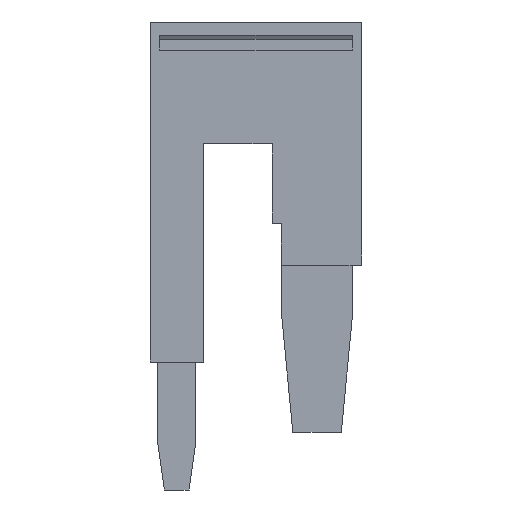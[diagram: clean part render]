
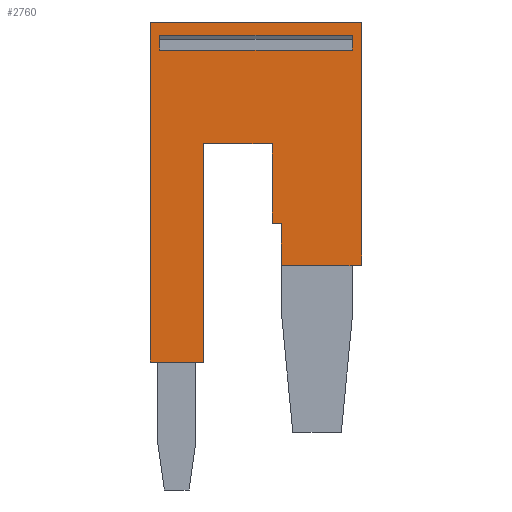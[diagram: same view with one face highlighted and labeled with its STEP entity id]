
A CAD part, front view. The second image highlights one B-rep face of the part: STEP entity #2760.
In plain terms, the highlighted face is planar.
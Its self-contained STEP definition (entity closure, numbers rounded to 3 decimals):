
#60=CARTESIAN_POINT('',(2.607,-7.262,47.075));
#70=DIRECTION('',(0.,0.,1.));
#80=VECTOR('',#70,1.);
#90=LINE('',#60,#80);
#100=CARTESIAN_POINT('',(2.607,-7.262,
52.235));
#110=VERTEX_POINT('',#100);
#120=CARTESIAN_POINT('',(2.607,-7.262,
57.16));
#130=VERTEX_POINT('',#120);
#140=EDGE_CURVE('',#110,#130,#90,.T.);
#740=CARTESIAN_POINT('',(2.607,-22.862,
52.235));
#750=VERTEX_POINT('',#740);
#780=CARTESIAN_POINT('',(2.607,-12.305,52.235));
#790=DIRECTION('',(0.,1.,0.));
#800=VECTOR('',#790,1.);
#810=LINE('',#780,#800);
#820=EDGE_CURVE('',#750,#110,#810,.T.);
#990=CARTESIAN_POINT('',(2.607,-12.305,57.16));
#1000=DIRECTION('',(0.,-1.,0.));
#1010=VECTOR('',#1000,1.);
#1020=LINE('',#990,#1010);
#1030=CARTESIAN_POINT('',(2.607,-12.137,
57.16));
#1040=VERTEX_POINT('',#1030);
#1050=CARTESIAN_POINT('',(2.607,-12.962,
57.16));
#1060=VERTEX_POINT('',#1050);
#1070=EDGE_CURVE('',#1040,#1060,#1020,.T.);
#1320=CARTESIAN_POINT('',(2.607,-9.462,
57.16));
#1330=VERTEX_POINT('',#1320);
#1340=EDGE_CURVE('',#130,#1330,#1020,.T.);
#1360=EDGE_CURVE('',#1330,#1040,#1020,.T.);
#1480=CARTESIAN_POINT('',(2.607,-4.556,
55.838));
#1490=DIRECTION('',(-1.,0.,0.));
#1500=DIRECTION('',(0.,1.,0.));
#1510=AXIS2_PLACEMENT_3D('',#1480,#1490,#1500);
#1520=PLANE('',#1510);
#1530=CARTESIAN_POINT('',(2.607,-12.305,
49.135));
#1540=DIRECTION('',(0.,1.,0.));
#1550=VECTOR('',#1540,1.);
#1560=LINE('',#1530,#1550);
#1570=CARTESIAN_POINT('',(2.607,-0.566,
49.135));
#1580=VERTEX_POINT('',#1570);
#1590=CARTESIAN_POINT('',(2.607,0.474,
49.135));
#1600=VERTEX_POINT('',#1590);
#1610=EDGE_CURVE('',#1580,#1600,#1560,.T.);
#1620=ORIENTED_EDGE('',*,*,#1610,.T.);
#1630=CARTESIAN_POINT('',(2.607,-0.566,47.075)
);
#1640=DIRECTION('',(0.,0.,-1.));
#1650=VECTOR('',#1640,1.);
#1660=LINE('',#1630,#1650);
#1670=CARTESIAN_POINT('',(2.607,-0.566,
62.86));
#1680=VERTEX_POINT('',#1670);
#1690=EDGE_CURVE('',#1680,#1580,#1660,.T.);
#1700=ORIENTED_EDGE('',*,*,#1690,.T.);
#1710=CARTESIAN_POINT('',(2.607,-12.305,
62.86));
#1720=DIRECTION('',(0.,-1.,0.));
#1730=VECTOR('',#1720,1.);
#1740=LINE('',#1710,#1730);
#1750=CARTESIAN_POINT('',(2.607,0.474,
62.86));
#1760=VERTEX_POINT('',#1750);
#1770=EDGE_CURVE('',#1760,#1680,#1740,.T.);
#1780=ORIENTED_EDGE('',*,*,#1770,.T.);
#1790=CARTESIAN_POINT('',(2.607,0.474,47.075))
;
#1800=DIRECTION('',(0.,0.,-1.));
#1810=VECTOR('',#1800,1.);
#1820=LINE('',#1790,#1810);
#1830=EDGE_CURVE('',#1760,#1600,#1820,.T.);
#1840=ORIENTED_EDGE('',*,*,#1830,.F.);
#1850=EDGE_LOOP('',(#1840,#1780,#1700,#1620));
#1860=FACE_BOUND('',#1850,.T.);
#1870=CARTESIAN_POINT('',(2.607,-12.962,47.075))
;
#1880=DIRECTION('',(0.,0.,-1.));
#1890=VECTOR('',#1880,1.);
#1900=LINE('',#1870,#1890);
#1910=CARTESIAN_POINT('',(2.607,-12.962,
57.81));
#1920=VERTEX_POINT('',#1910);
#1930=EDGE_CURVE('',#1920,#1060,#1900,.T.);
#1940=ORIENTED_EDGE('',*,*,#1930,.F.);
#1950=ORIENTED_EDGE('',*,*,#1070,.T.);
#1960=ORIENTED_EDGE('',*,*,#1360,.T.);
#1970=ORIENTED_EDGE('',*,*,#1340,.T.);
#1980=ORIENTED_EDGE('',*,*,#140,.T.);
#1990=ORIENTED_EDGE('',*,*,#820,.T.);
#2000=CARTESIAN_POINT('',(2.607,-22.862,47.075))
;
#2010=DIRECTION('',(0.,0.,1.));
#2020=VECTOR('',#2010,1.);
#2030=LINE('',#2000,#2020);
#2040=CARTESIAN_POINT('',(2.607,-22.862,
48.435));
#2050=VERTEX_POINT('',#2040);
#2060=EDGE_CURVE('',#2050,#750,#2030,.T.);
#2070=ORIENTED_EDGE('',*,*,#2060,.T.);
#2080=CARTESIAN_POINT('',(2.607,-12.305,48.435))
;
#2090=DIRECTION('',(0.,-1.,0.));
#2100=VECTOR('',#2090,1.);
#2110=LINE('',#2080,#2100);
#2120=CARTESIAN_POINT('',(2.607,-22.115,
48.435));
#2130=VERTEX_POINT('',#2120);
#2140=EDGE_CURVE('',#2130,#2050,#2110,.T.);
#2150=ORIENTED_EDGE('',*,*,#2140,.T.);
#2160=CARTESIAN_POINT('',(2.607,-9.462,
48.435));
#2170=VERTEX_POINT('',#2160);
#2180=EDGE_CURVE('',#2170,#2130,#2110,.T.);
#2190=ORIENTED_EDGE('',*,*,#2180,.T.);
#2200=CARTESIAN_POINT('',(2.607,1.438,
48.435));
#2210=VERTEX_POINT('',#2200);
#2220=EDGE_CURVE('',#2210,#2170,#2110,.T.);
#2230=ORIENTED_EDGE('',*,*,#2220,.T.);
#2240=CARTESIAN_POINT('',(2.607,1.438,47.075));
#2250=DIRECTION('',(0.,0.,1.));
#2260=VECTOR('',#2250,1.);
#2270=LINE('',#2240,#2260);
#2280=CARTESIAN_POINT('',(2.607,1.438,
63.56));
#2290=VERTEX_POINT('',#2280);
#2300=EDGE_CURVE('',#2210,#2290,#2270,.T.);
#2310=ORIENTED_EDGE('',*,*,#2300,.F.);
#2320=CARTESIAN_POINT('',(2.607,-12.305,63.56))
;
#2330=DIRECTION('',(0.,1.,0.));
#2340=VECTOR('',#2330,1.);
#2350=LINE('',#2320,#2340);
#2360=CARTESIAN_POINT('',(2.607,-9.462,
63.56));
#2370=VERTEX_POINT('',#2360);
#2380=EDGE_CURVE('',#2370,#2290,#2350,.T.);
#2390=ORIENTED_EDGE('',*,*,#2380,.T.);
#2400=CARTESIAN_POINT('',(2.607,-15.207,
63.56));
#2410=VERTEX_POINT('',#2400);
#2420=EDGE_CURVE('',#2410,#2370,#2350,.T.);
#2430=ORIENTED_EDGE('',*,*,#2420,.T.);
#2440=CARTESIAN_POINT('',(2.607,-15.962,
63.56));
#2450=VERTEX_POINT('',#2440);
#2460=EDGE_CURVE('',#2450,#2410,#2350,.T.);
#2470=ORIENTED_EDGE('',*,*,#2460,.T.);
#2480=CARTESIAN_POINT('',(2.607,-15.962,47.075))
;
#2490=DIRECTION('',(0.,0.,1.));
#2500=VECTOR('',#2490,1.);
#2510=LINE('',#2480,#2500);
#2520=CARTESIAN_POINT('',(2.607,-15.962,
62.561));
#2530=VERTEX_POINT('',#2520);
#2540=EDGE_CURVE('',#2530,#2450,#2510,.T.);
#2550=ORIENTED_EDGE('',*,*,#2540,.T.);
#2560=CARTESIAN_POINT('',(2.607,-15.962,
58.475));
#2570=VERTEX_POINT('',#2560);
#2580=EDGE_CURVE('',#2570,#2530,#2510,.T.);
#2590=ORIENTED_EDGE('',*,*,#2580,.T.);
#2600=CARTESIAN_POINT('',(2.607,-15.962,
57.81));
#2610=DIRECTION('',(0.,0.,-1.));
#2620=VECTOR('',#2610,1.);
#2630=LINE('',#2600,#2620);
#2640=CARTESIAN_POINT('',(2.607,-15.962,
57.81));
#2650=VERTEX_POINT('',#2640);
#2660=EDGE_CURVE('',#2570,#2650,#2630,.T.);
#2670=ORIENTED_EDGE('',*,*,#2660,.F.);
#2680=CARTESIAN_POINT('',(2.607,-12.305,57.81))
;
#2690=DIRECTION('',(0.,1.,0.));
#2700=VECTOR('',#2690,1.);
#2710=LINE('',#2680,#2700);
#2720=EDGE_CURVE('',#2650,#1920,#2710,.T.);
#2730=ORIENTED_EDGE('',*,*,#2720,.F.);
#2740=EDGE_LOOP('',(#2730,#2670,#2590,#2550,#2470,#2430,#2390,#2310,
#2230,#2190,#2150,#2070,#1990,#1980,#1970,#1960,#1950,#1940));
#2750=FACE_OUTER_BOUND('',#2740,.T.);
#2760=ADVANCED_FACE('',(#1860,#2750),#1520,.T.);
